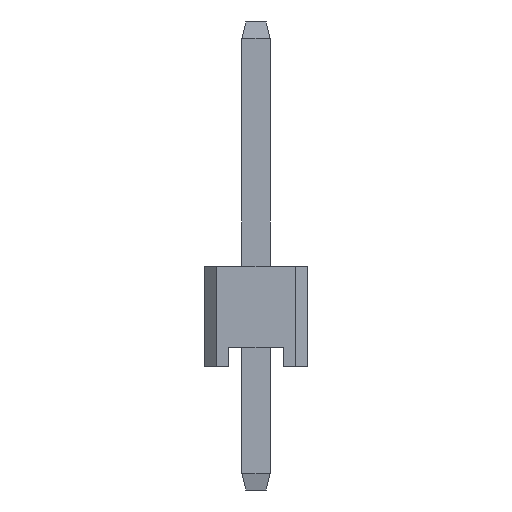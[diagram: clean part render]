
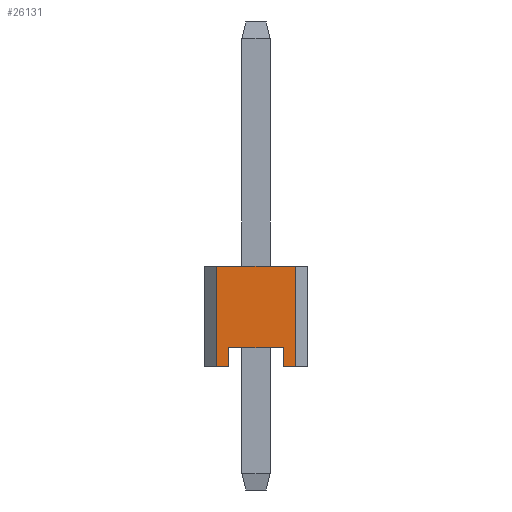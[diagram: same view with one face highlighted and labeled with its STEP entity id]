
A CAD part, left-side view. The second image highlights one B-rep face of the part: STEP entity #26131.
In plain terms, the highlighted planar face has unit normal (-1, 0, 0).
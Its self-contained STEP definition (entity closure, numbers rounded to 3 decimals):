
#2404 = DIRECTION ( 'NONE',  ( 0., 0., -1. ) ) ;
#3007 = ORIENTED_EDGE ( 'NONE', *, *, #31836, .F. ) ;
#3178 = CARTESIAN_POINT ( 'NONE',  ( -24.13, 0.97, 2.5 ) ) ;
#3549 = CARTESIAN_POINT ( 'NONE',  ( -24.13, -0.97, 2.5 ) ) ;
#5471 = EDGE_LOOP ( 'NONE', ( #44418, #45064, #16990, #17834, #10589, #41586, #41596, #3007 ) ) ;
#5583 = EDGE_CURVE ( 'NONE', #40165, #42163, #27253, .T. ) ;
#5705 = DIRECTION ( 'NONE',  ( 0., 0., -1. ) ) ;
#6695 = VECTOR ( 'NONE', #2404, 1000. ) ;
#8927 = VERTEX_POINT ( 'NONE', #14328 ) ;
#9277 = DIRECTION ( 'NONE',  ( 0., 1., 0. ) ) ;
#10589 = ORIENTED_EDGE ( 'NONE', *, *, #54094, .F. ) ;
#11721 = CARTESIAN_POINT ( 'NONE',  ( -24.13, -0.67, 0.03 ) ) ;
#13778 = VECTOR ( 'NONE', #24465, 1000. ) ;
#13803 = CARTESIAN_POINT ( 'NONE',  ( -24.13, 0.97, 0.5 ) ) ;
#14001 = DIRECTION ( 'NONE',  ( 1., 0., 0. ) ) ;
#14328 = CARTESIAN_POINT ( 'NONE',  ( -24.13, -0.97, 0.03 ) ) ;
#14397 = PLANE ( 'NONE',  #53394 ) ;
#14568 = CARTESIAN_POINT ( 'NONE',  ( -24.13, -0.67, 0.5 ) ) ;
#16909 = VECTOR ( 'NONE', #31174, 1000. ) ;
#16990 = ORIENTED_EDGE ( 'NONE', *, *, #35845, .T. ) ;
#17834 = ORIENTED_EDGE ( 'NONE', *, *, #34183, .F. ) ;
#18058 = CARTESIAN_POINT ( 'NONE',  ( -24.13, 0.67, 0.03 ) ) ;
#19697 = LINE ( 'NONE', #37662, #22349 ) ;
#20136 = CARTESIAN_POINT ( 'NONE',  ( -24.13, 0.97, 2.5 ) ) ;
#20923 = CARTESIAN_POINT ( 'NONE',  ( -24.13, 0.97, 2.5 ) ) ;
#22145 = DIRECTION ( 'NONE',  ( 0., 0., -1. ) ) ;
#22349 = VECTOR ( 'NONE', #22145, 1000. ) ;
#23992 = VERTEX_POINT ( 'NONE', #28402 ) ;
#24412 = VECTOR ( 'NONE', #39458, 1000. ) ;
#24465 = DIRECTION ( 'NONE',  ( 0., 0., -1. ) ) ;
#25266 = DIRECTION ( 'NONE',  ( 0., -1., 0. ) ) ;
#26131 = ADVANCED_FACE ( 'NONE', ( #54742 ), #14397, .F. ) ;
#27241 = CARTESIAN_POINT ( 'NONE',  ( -24.13, 0.97, 2.5 ) ) ;
#27253 = LINE ( 'NONE', #31982, #31264 ) ;
#28390 = LINE ( 'NONE', #20136, #6695 ) ;
#28402 = CARTESIAN_POINT ( 'NONE',  ( -24.13, 0.67, 0.5 ) ) ;
#31174 = DIRECTION ( 'NONE',  ( 0., -1., 0. ) ) ;
#31264 = VECTOR ( 'NONE', #5705, 1000. ) ;
#31771 = LINE ( 'NONE', #13803, #36647 ) ;
#31836 = EDGE_CURVE ( 'NONE', #23992, #38455, #19697, .T. ) ;
#31982 = CARTESIAN_POINT ( 'NONE',  ( -24.13, -0.67, 0.53 ) ) ;
#32321 = EDGE_CURVE ( 'NONE', #44240, #44522, #28390, .T. ) ;
#32359 = CARTESIAN_POINT ( 'NONE',  ( -24.13, 0.97, 0.03 ) ) ;
#34183 = EDGE_CURVE ( 'NONE', #37477, #8927, #34211, .T. ) ;
#34211 = LINE ( 'NONE', #56577, #13778 ) ;
#35157 = VECTOR ( 'NONE', #25266, 1000. ) ;
#35845 = EDGE_CURVE ( 'NONE', #42163, #8927, #56544, .T. ) ;
#36647 = VECTOR ( 'NONE', #45075, 1000. ) ;
#36784 = LINE ( 'NONE', #32359, #16909 ) ;
#37477 = VERTEX_POINT ( 'NONE', #3549 ) ;
#37662 = CARTESIAN_POINT ( 'NONE',  ( -24.13, 0.67, 0.53 ) ) ;
#38455 = VERTEX_POINT ( 'NONE', #18058 ) ;
#38552 = CARTESIAN_POINT ( 'NONE',  ( -24.13, 0.97, 0.03 ) ) ;
#39458 = DIRECTION ( 'NONE',  ( 0., -1., 0. ) ) ;
#40165 = VERTEX_POINT ( 'NONE', #14568 ) ;
#41586 = ORIENTED_EDGE ( 'NONE', *, *, #32321, .T. ) ;
#41596 = ORIENTED_EDGE ( 'NONE', *, *, #48133, .T. ) ;
#42163 = VERTEX_POINT ( 'NONE', #57935 ) ;
#44240 = VERTEX_POINT ( 'NONE', #20923 ) ;
#44418 = ORIENTED_EDGE ( 'NONE', *, *, #48115, .T. ) ;
#44522 = VERTEX_POINT ( 'NONE', #38552 ) ;
#45064 = ORIENTED_EDGE ( 'NONE', *, *, #5583, .T. ) ;
#45075 = DIRECTION ( 'NONE',  ( 0., -1., 0. ) ) ;
#48115 = EDGE_CURVE ( 'NONE', #23992, #40165, #31771, .T. ) ;
#48133 = EDGE_CURVE ( 'NONE', #44522, #38455, #36784, .T. ) ;
#52437 = LINE ( 'NONE', #3178, #24412 ) ;
#53394 = AXIS2_PLACEMENT_3D ( 'NONE', #27241, #14001, #9277 ) ;
#54094 = EDGE_CURVE ( 'NONE', #44240, #37477, #52437, .T. ) ;
#54742 = FACE_OUTER_BOUND ( 'NONE', #5471, .T. ) ;
#56544 = LINE ( 'NONE', #11721, #35157 ) ;
#56577 = CARTESIAN_POINT ( 'NONE',  ( -24.13, -0.97, 2.5 ) ) ;
#57935 = CARTESIAN_POINT ( 'NONE',  ( -24.13, -0.67, 0.03 ) ) ;
